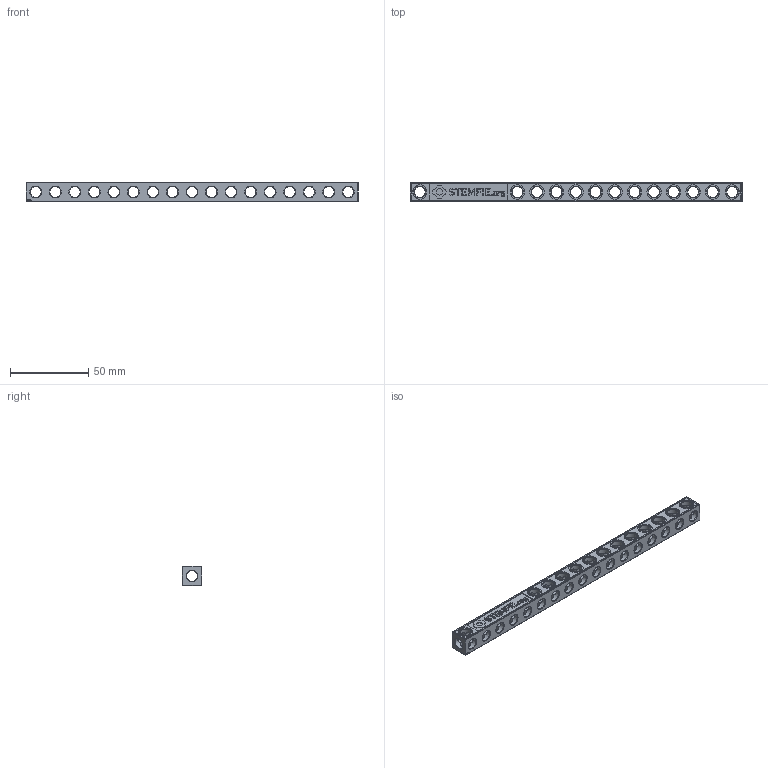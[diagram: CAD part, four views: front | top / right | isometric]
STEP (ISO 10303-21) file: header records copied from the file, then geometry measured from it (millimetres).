
FILE_DESCRIPTION(('FreeCAD Model'),'2;1');
FILE_NAME('Open CASCADE Shape Model','2023-11-10T18:45:42',(''),(''), 'Open CASCADE STEP processor 7.6','FreeCAD','Unknown');
FILE_SCHEMA(('AUTOMOTIVE_DESIGN { 1 0 10303 214 1 1 1 1 }'));
Products named in the file (1): Sign URL BEM STR ESS BU17x01x01 - SPN-SGN-0023 (stemfie.org)
Bounding box: 212.5 x 12.5 x 12.5 mm (x, y, z)
Volume: 16531.7 mm3; surface area: 15320.7 mm2
Topology: 1 solids, 1 shells, 874 faces, 2633 edges, 1756 vertices
Faces by surface type: plane 561, extrusion 148, cylinder 99, cone 66
Full cylindrical faces by diameter (mm): 7 x86, 9.2 x13
Entity records: 69396 total; most frequent: CARTESIAN_POINT 18782, DIRECTION 8645, VECTOR 6075, LINE 5927, ORIENTED_EDGE 5266, PCURVE 5266, DEFINITIONAL_REPRESENTATION 5266, EDGE_CURVE 2633
